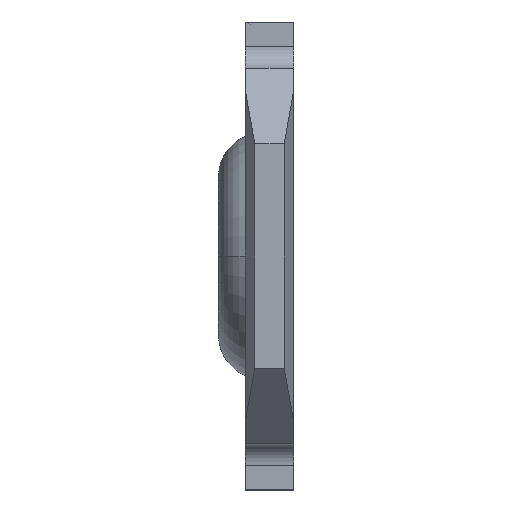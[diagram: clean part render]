
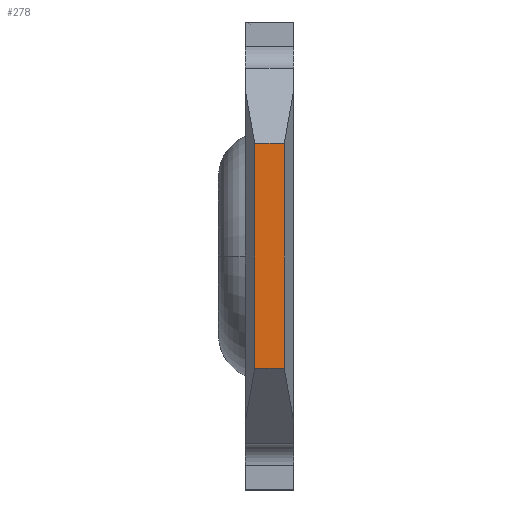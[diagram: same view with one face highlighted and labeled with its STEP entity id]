
A CAD part, left-side view. The second image highlights one B-rep face of the part: STEP entity #278.
In plain terms, the highlighted planar face has unit normal (-1, 0, 0).
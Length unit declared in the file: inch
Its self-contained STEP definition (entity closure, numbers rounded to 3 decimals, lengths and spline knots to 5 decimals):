
#15 = VERTEX_POINT ( 'NONE', #741 ) ;
#22 = CARTESIAN_POINT ( 'NONE',  ( -0.515, -0.02583, 0.075 ) ) ;
#30 = ORIENTED_EDGE ( 'NONE', *, *, #1100, .T. ) ;
#164 = DIRECTION ( 'NONE',  ( 0., 1., 0. ) ) ;
#195 = DIRECTION ( 'NONE',  ( 0., -1., 0. ) ) ;
#241 = VERTEX_POINT ( 'NONE', #515 ) ;
#257 = VERTEX_POINT ( 'NONE', #685 ) ;
#261 = VECTOR ( 'NONE', #425, 39.37008 ) ;
#278 = ADVANCED_FACE ( 'NONE', ( #998 ), #279, .T. ) ;
#279 = PLANE ( 'NONE',  #898 ) ;
#286 = LINE ( 'NONE', #924, #261 ) ;
#334 = EDGE_CURVE ( 'NONE', #257, #842, #1026, .T. ) ;
#425 = DIRECTION ( 'NONE',  ( 0., 0., -1. ) ) ;
#444 = ORIENTED_EDGE ( 'NONE', *, *, #334, .T. ) ;
#515 = CARTESIAN_POINT ( 'NONE',  ( -0.515, -0.00617, 0.075 ) ) ;
#529 = CARTESIAN_POINT ( 'NONE',  ( -0.515, -0.02583, 0.125 ) ) ;
#645 = VECTOR ( 'NONE', #195, 39.37008 ) ;
#651 = ORIENTED_EDGE ( 'NONE', *, *, #1058, .T. ) ;
#670 = ORIENTED_EDGE ( 'NONE', *, *, #774, .T. ) ;
#685 = CARTESIAN_POINT ( 'NONE',  ( -0.515, -0.02583, -0.075 ) ) ;
#741 = CARTESIAN_POINT ( 'NONE',  ( -0.515, -0.00617, -0.075 ) ) ;
#760 = CARTESIAN_POINT ( 'NONE',  ( -0.515, -0.032, 0.075 ) ) ;
#763 = DIRECTION ( 'NONE',  ( 0., 0., 1. ) ) ;
#773 = CARTESIAN_POINT ( 'NONE',  ( -0.515, -0.032, 0.125 ) ) ;
#774 = EDGE_CURVE ( 'NONE', #241, #15, #286, .T. ) ;
#837 = EDGE_LOOP ( 'NONE', ( #444, #651, #670, #30 ) ) ;
#842 = VERTEX_POINT ( 'NONE', #22 ) ;
#877 = LINE ( 'NONE', #760, #999 ) ;
#891 = DIRECTION ( 'NONE',  ( 0., 0., 1. ) ) ;
#898 = AXIS2_PLACEMENT_3D ( 'NONE', #773, #946, #763 ) ;
#924 = CARTESIAN_POINT ( 'NONE',  ( -0.515, -0.00617, 0.125 ) ) ;
#946 = DIRECTION ( 'NONE',  ( -1., 0., 0. ) ) ;
#982 = VECTOR ( 'NONE', #891, 39.37008 ) ;
#994 = CARTESIAN_POINT ( 'NONE',  ( -0.515, -0.032, -0.075 ) ) ;
#998 = FACE_OUTER_BOUND ( 'NONE', #837, .T. ) ;
#999 = VECTOR ( 'NONE', #164, 39.37008 ) ;
#1026 = LINE ( 'NONE', #529, #982 ) ;
#1058 = EDGE_CURVE ( 'NONE', #842, #241, #877, .T. ) ;
#1063 = LINE ( 'NONE', #994, #645 ) ;
#1100 = EDGE_CURVE ( 'NONE', #15, #257, #1063, .T. ) ;
